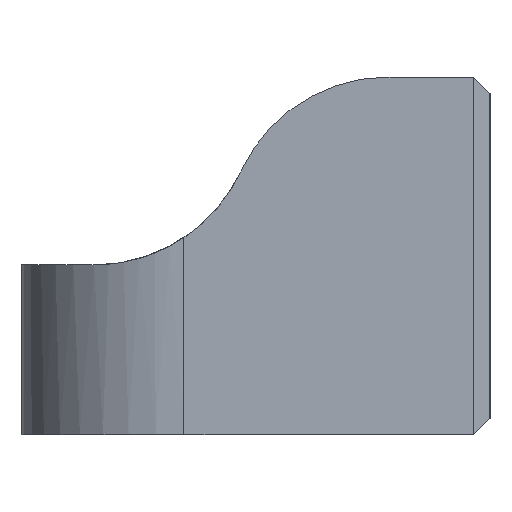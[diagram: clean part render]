
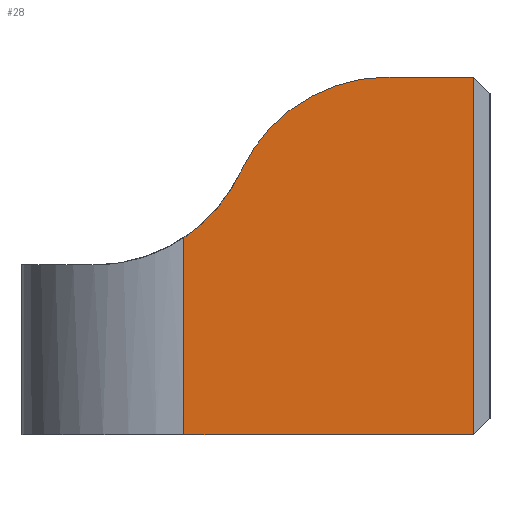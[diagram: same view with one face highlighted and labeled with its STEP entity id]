
A CAD part, left-side view. The second image highlights one B-rep face of the part: STEP entity #28.
In plain terms, the highlighted planar face has unit normal (-1, 0, 0).
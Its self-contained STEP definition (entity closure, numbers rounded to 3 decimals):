
#28 = ADVANCED_FACE ( 'NONE', ( #157 ), #832, .T. ) ;
#93 = CARTESIAN_POINT ( 'NONE',  ( 0., 7.687, 8.15 ) ) ;
#122 = DIRECTION ( 'NONE',  ( 0., 0., 1. ) ) ;
#157 = FACE_OUTER_BOUND ( 'NONE', #1405, .T. ) ;
#209 = ORIENTED_EDGE ( 'NONE', *, *, #2234, .T. ) ;
#210 = CIRCLE ( 'NONE', #1778, 5. ) ;
#227 = CARTESIAN_POINT ( 'NONE',  ( 0., 9.45, 0. ) ) ;
#239 = DIRECTION ( 'NONE',  ( 0., 0., 1. ) ) ;
#285 = CARTESIAN_POINT ( 'NONE',  ( 0., 3.15, 11.05 ) ) ;
#301 = DIRECTION ( 'NONE',  ( -1., 0., 0. ) ) ;
#320 = VERTEX_POINT ( 'NONE', #285 ) ;
#357 = AXIS2_PLACEMENT_3D ( 'NONE', #2102, #301, #122 ) ;
#402 = CARTESIAN_POINT ( 'NONE',  ( 0., 0.5, 0. ) ) ;
#413 = CARTESIAN_POINT ( 'NONE',  ( 0., 3.15, 6.05 ) ) ;
#425 = DIRECTION ( 'NONE',  ( 0., 1., 0. ) ) ;
#439 = CARTESIAN_POINT ( 'NONE',  ( 0., 0.5, 11.05 ) ) ;
#440 = VECTOR ( 'NONE', #1485, 1000. ) ;
#489 = DIRECTION ( 'NONE',  ( 1., 0., 0. ) ) ;
#518 = ORIENTED_EDGE ( 'NONE', *, *, #952, .F. ) ;
#628 = CARTESIAN_POINT ( 'NONE',  ( 0., 0., 11.05 ) ) ;
#709 = EDGE_CURVE ( 'NONE', #908, #904, #1829, .T. ) ;
#724 = AXIS2_PLACEMENT_3D ( 'NONE', #413, #1811, #2212 ) ;
#743 = CARTESIAN_POINT ( 'NONE',  ( 0., 9.45, 5.25 ) ) ;
#786 = LINE ( 'NONE', #439, #1843 ) ;
#802 = VERTEX_POINT ( 'NONE', #402 ) ;
#806 = VERTEX_POINT ( 'NONE', #93 ) ;
#832 = PLANE ( 'NONE',  #357 ) ;
#834 = VECTOR ( 'NONE', #1326, 1000. ) ;
#855 = VERTEX_POINT ( 'NONE', #2011 ) ;
#879 = ORIENTED_EDGE ( 'NONE', *, *, #709, .T. ) ;
#904 = VERTEX_POINT ( 'NONE', #227 ) ;
#908 = VERTEX_POINT ( 'NONE', #1105 ) ;
#917 = EDGE_CURVE ( 'NONE', #802, #855, #786, .T. ) ;
#949 = EDGE_CURVE ( 'NONE', #320, #806, #1692, .T. ) ;
#952 = EDGE_CURVE ( 'NONE', #802, #904, #1279, .T. ) ;
#1105 = CARTESIAN_POINT ( 'NONE',  ( 0., 9.45, 6.091 ) ) ;
#1109 = ORIENTED_EDGE ( 'NONE', *, *, #949, .T. ) ;
#1191 = CARTESIAN_POINT ( 'NONE',  ( 0., 12.225, 10.25 ) ) ;
#1211 = DIRECTION ( 'NONE',  ( 0., 0., 1. ) ) ;
#1279 = LINE ( 'NONE', #1286, #2099 ) ;
#1286 = CARTESIAN_POINT ( 'NONE',  ( 0., 0., 0. ) ) ;
#1293 = EDGE_CURVE ( 'NONE', #320, #855, #2239, .T. ) ;
#1326 = DIRECTION ( 'NONE',  ( 0., -1., 0. ) ) ;
#1405 = EDGE_LOOP ( 'NONE', ( #518, #2307, #2013, #1109, #209, #879 ) ) ;
#1485 = DIRECTION ( 'NONE',  ( 0., 0., -1. ) ) ;
#1692 = CIRCLE ( 'NONE', #724, 5. ) ;
#1778 = AXIS2_PLACEMENT_3D ( 'NONE', #1191, #489, #1211 ) ;
#1811 = DIRECTION ( 'NONE',  ( -1., 0., 0. ) ) ;
#1829 = LINE ( 'NONE', #743, #440 ) ;
#1843 = VECTOR ( 'NONE', #239, 1000. ) ;
#2011 = CARTESIAN_POINT ( 'NONE',  ( 0., 0.5, 11.05 ) ) ;
#2013 = ORIENTED_EDGE ( 'NONE', *, *, #1293, .F. ) ;
#2099 = VECTOR ( 'NONE', #425, 1000. ) ;
#2102 = CARTESIAN_POINT ( 'NONE',  ( 0., 0., 5.25 ) ) ;
#2212 = DIRECTION ( 'NONE',  ( 0., 0., 1. ) ) ;
#2234 = EDGE_CURVE ( 'NONE', #806, #908, #210, .T. ) ;
#2239 = LINE ( 'NONE', #628, #834 ) ;
#2307 = ORIENTED_EDGE ( 'NONE', *, *, #917, .T. ) ;
